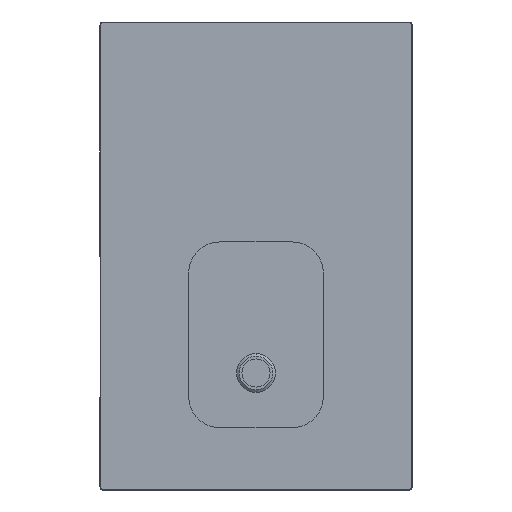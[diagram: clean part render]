
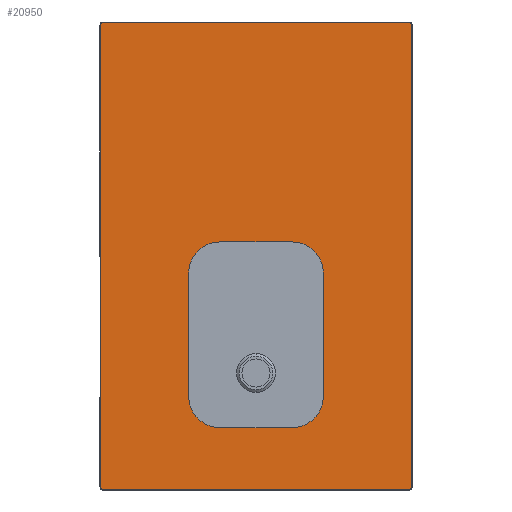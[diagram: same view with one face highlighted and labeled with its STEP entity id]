
A CAD part, front view. The second image highlights one B-rep face of the part: STEP entity #20950.
In plain terms, the highlighted planar face has unit normal (0, -1, 0).
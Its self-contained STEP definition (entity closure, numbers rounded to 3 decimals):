
#20543=DIRECTION('',(1.,0.,0.));
#20544=VECTOR('',#20543,231.562);
#20545=CARTESIAN_POINT('',(-115.781,-40.,420.169));
#20546=LINE('',#20545,#20544);
#20547=CARTESIAN_POINT('',(-115.781,-40.,320.169));
#20548=DIRECTION('',(0.,1.,0.));
#20549=DIRECTION('',(-1.,0.,0.));
#20550=AXIS2_PLACEMENT_3D('',#20547,#20548,#20549);
#20552=DIRECTION('',(0.,0.,1.));
#20553=VECTOR('',#20552,395.24);
#20554=CARTESIAN_POINT('',(-215.781,-40.,-75.071));
#20555=LINE('',#20554,#20553);
#20556=CARTESIAN_POINT('',(-115.781,-40.,-75.071));
#20557=DIRECTION('',(0.,1.,0.));
#20558=DIRECTION('',(0.,0.,-1.));
#20559=AXIS2_PLACEMENT_3D('',#20556,#20557,#20558);
#20561=DIRECTION('',(-1.,0.,0.));
#20562=VECTOR('',#20561,231.562);
#20563=CARTESIAN_POINT('',(115.781,-40.,-175.071));
#20564=LINE('',#20563,#20562);
#20565=CARTESIAN_POINT('',(115.781,-40.,-75.071));
#20566=DIRECTION('',(0.,1.,0.));
#20567=DIRECTION('',(1.,0.,0.));
#20568=AXIS2_PLACEMENT_3D('',#20565,#20566,#20567);
#20570=DIRECTION('',(0.,0.,-1.));
#20571=VECTOR('',#20570,395.24);
#20572=CARTESIAN_POINT('',(215.781,-40.,320.169));
#20573=LINE('',#20572,#20571);
#20574=CARTESIAN_POINT('',(115.781,-40.,320.169));
#20575=DIRECTION('',(0.,1.,0.));
#20576=DIRECTION('',(0.,0.,1.));
#20577=AXIS2_PLACEMENT_3D('',#20574,#20575,#20576);
#20579=CARTESIAN_POINT('',(-493.,-40.,1118.));
#20580=DIRECTION('',(0.,-1.,0.));
#20581=DIRECTION('',(0.,0.,1.));
#20582=AXIS2_PLACEMENT_3D('',#20579,#20580,#20581);
#20588=DIRECTION('',(0.,0.,-1.));
#20589=VECTOR('',#20588,1486.);
#20590=CARTESIAN_POINT('',(-496.8,-40.,1118.));
#20591=LINE('',#20590,#20589);
#20596=CARTESIAN_POINT('',(-493.,-40.,-368.));
#20597=DIRECTION('',(0.,-1.,0.));
#20598=DIRECTION('',(-1.,0.,0.));
#20599=AXIS2_PLACEMENT_3D('',#20596,#20597,#20598);
#20605=DIRECTION('',(1.,0.,0.));
#20606=VECTOR('',#20605,986.);
#20607=CARTESIAN_POINT('',(-493.,-40.,-371.8));
#20608=LINE('',#20607,#20606);
#20613=CARTESIAN_POINT('',(493.,-40.,-368.));
#20614=DIRECTION('',(0.,-1.,0.));
#20615=DIRECTION('',(0.,0.,-1.));
#20616=AXIS2_PLACEMENT_3D('',#20613,#20614,#20615);
#20622=DIRECTION('',(0.,0.,1.));
#20623=VECTOR('',#20622,1486.);
#20624=CARTESIAN_POINT('',(496.8,-40.,-368.));
#20625=LINE('',#20624,#20623);
#20630=CARTESIAN_POINT('',(493.,-40.,1118.));
#20631=DIRECTION('',(0.,-1.,0.));
#20632=DIRECTION('',(1.,0.,0.));
#20633=AXIS2_PLACEMENT_3D('',#20630,#20631,#20632);
#20639=DIRECTION('',(-1.,0.,0.));
#20640=VECTOR('',#20639,986.);
#20641=CARTESIAN_POINT('',(493.,-40.,1121.8));
#20642=LINE('',#20641,#20640);
#20671=CARTESIAN_POINT('',(-115.781,-40.,420.169));
#20672=CARTESIAN_POINT('',(115.781,-40.,420.169));
#20673=VERTEX_POINT('',#20671);
#20674=VERTEX_POINT('',#20672);
#20675=CARTESIAN_POINT('',(215.781,-40.,320.169));
#20676=VERTEX_POINT('',#20675);
#20677=CARTESIAN_POINT('',(215.781,-40.,-75.071));
#20678=VERTEX_POINT('',#20677);
#20679=CARTESIAN_POINT('',(115.781,-40.,-175.071));
#20680=VERTEX_POINT('',#20679);
#20681=CARTESIAN_POINT('',(-115.781,-40.,-175.071));
#20682=VERTEX_POINT('',#20681);
#20683=CARTESIAN_POINT('',(-215.781,-40.,-75.071));
#20684=VERTEX_POINT('',#20683);
#20685=CARTESIAN_POINT('',(-215.781,-40.,320.169));
#20686=VERTEX_POINT('',#20685);
#20687=CARTESIAN_POINT('',(-493.,-40.,1121.8));
#20688=CARTESIAN_POINT('',(-496.8,-40.,1118.));
#20689=VERTEX_POINT('',#20687);
#20690=VERTEX_POINT('',#20688);
#20691=CARTESIAN_POINT('',(-496.8,-40.,-368.));
#20692=VERTEX_POINT('',#20691);
#20693=CARTESIAN_POINT('',(-493.,-40.,-371.8));
#20694=VERTEX_POINT('',#20693);
#20695=CARTESIAN_POINT('',(493.,-40.,-371.8));
#20696=VERTEX_POINT('',#20695);
#20697=CARTESIAN_POINT('',(496.8,-40.,-368.));
#20698=VERTEX_POINT('',#20697);
#20699=CARTESIAN_POINT('',(496.8,-40.,1118.));
#20700=VERTEX_POINT('',#20699);
#20701=CARTESIAN_POINT('',(493.,-40.,1121.8));
#20702=VERTEX_POINT('',#20701);
#20917=CARTESIAN_POINT('',(0.,-40.,0.));
#20918=DIRECTION('',(0.,-1.,0.));
#20919=DIRECTION('',(1.,0.,0.));
#20920=AXIS2_PLACEMENT_3D('',#20917,#20918,#20919);
#20921=PLANE('',#20920);
#20923=ORIENTED_EDGE('',*,*,#20922,.F.);
#20925=ORIENTED_EDGE('',*,*,#20924,.F.);
#20927=ORIENTED_EDGE('',*,*,#20926,.F.);
#20929=ORIENTED_EDGE('',*,*,#20928,.F.);
#20931=ORIENTED_EDGE('',*,*,#20930,.F.);
#20933=ORIENTED_EDGE('',*,*,#20932,.F.);
#20935=ORIENTED_EDGE('',*,*,#20934,.F.);
#20937=ORIENTED_EDGE('',*,*,#20936,.F.);
#20938=EDGE_LOOP('',(#20923,#20925,#20927,#20929,#20931,#20933,#20935,#20937));
#20939=FACE_OUTER_BOUND('',#20938,.F.);
#20940=ORIENTED_EDGE('',*,*,#20812,.F.);
#20941=ORIENTED_EDGE('',*,*,#20829,.F.);
#20942=ORIENTED_EDGE('',*,*,#20841,.F.);
#20943=ORIENTED_EDGE('',*,*,#20855,.F.);
#20944=ORIENTED_EDGE('',*,*,#20869,.F.);
#20945=ORIENTED_EDGE('',*,*,#20883,.F.);
#20946=ORIENTED_EDGE('',*,*,#20897,.F.);
#20947=ORIENTED_EDGE('',*,*,#20910,.F.);
#20948=EDGE_LOOP('',(#20940,#20941,#20942,#20943,#20944,#20945,#20946,#20947));
#20949=FACE_BOUND('',#20948,.F.);
#20950=ADVANCED_FACE('',(#20939,#20949),#20921,.T.);
#20551=CIRCLE('',#20550,100.);
#20560=CIRCLE('',#20559,100.);
#20569=CIRCLE('',#20568,100.);
#20578=CIRCLE('',#20577,100.);
#20583=CIRCLE('',#20582,3.8);
#20600=CIRCLE('',#20599,3.8);
#20617=CIRCLE('',#20616,3.8);
#20634=CIRCLE('',#20633,3.8);
#20812=EDGE_CURVE('',#20673,#20674,#20546,.T.);
#20829=EDGE_CURVE('',#20686,#20673,#20551,.T.);
#20841=EDGE_CURVE('',#20684,#20686,#20555,.T.);
#20855=EDGE_CURVE('',#20682,#20684,#20560,.T.);
#20869=EDGE_CURVE('',#20680,#20682,#20564,.T.);
#20883=EDGE_CURVE('',#20678,#20680,#20569,.T.);
#20897=EDGE_CURVE('',#20676,#20678,#20573,.T.);
#20910=EDGE_CURVE('',#20674,#20676,#20578,.T.);
#20922=EDGE_CURVE('',#20689,#20690,#20583,.T.);
#20924=EDGE_CURVE('',#20702,#20689,#20642,.T.);
#20926=EDGE_CURVE('',#20700,#20702,#20634,.T.);
#20928=EDGE_CURVE('',#20698,#20700,#20625,.T.);
#20930=EDGE_CURVE('',#20696,#20698,#20617,.T.);
#20932=EDGE_CURVE('',#20694,#20696,#20608,.T.);
#20934=EDGE_CURVE('',#20692,#20694,#20600,.T.);
#20936=EDGE_CURVE('',#20690,#20692,#20591,.T.);
